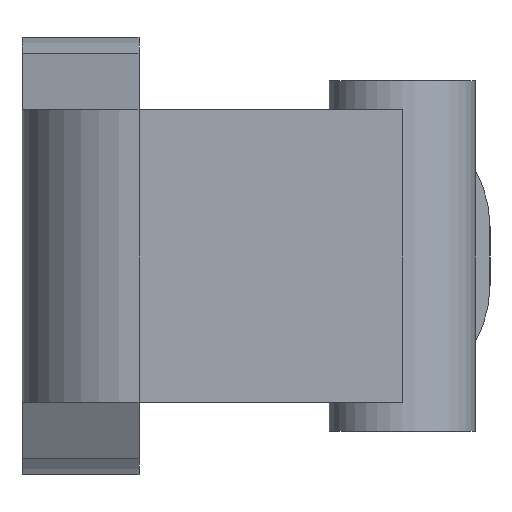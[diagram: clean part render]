
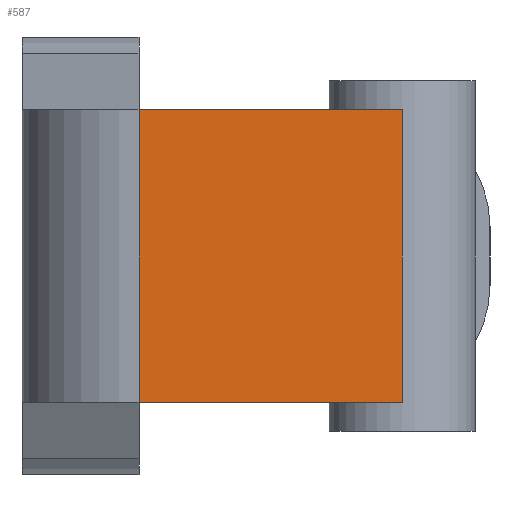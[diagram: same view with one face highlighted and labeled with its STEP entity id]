
A CAD part, front view. The second image highlights one B-rep face of the part: STEP entity #587.
In plain terms, the highlighted planar face has unit normal (0, -1, 0).
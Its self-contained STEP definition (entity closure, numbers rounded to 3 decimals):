
#30 = PLANE ( 'NONE',  #781 ) ;
#47 = EDGE_CURVE ( 'NONE', #267, #378, #340, .T. ) ;
#72 = VECTOR ( 'NONE', #333, 1000. ) ;
#108 = CARTESIAN_POINT ( 'NONE',  ( 4., 0., 0. ) ) ;
#152 = VECTOR ( 'NONE', #608, 1000. ) ;
#200 = LINE ( 'NONE', #215, #152 ) ;
#215 = CARTESIAN_POINT ( 'NONE',  ( 4., 0., 10. ) ) ;
#239 = CARTESIAN_POINT ( 'NONE',  ( 4., 0., 10. ) ) ;
#247 = ORIENTED_EDGE ( 'NONE', *, *, #47, .T. ) ;
#267 = VERTEX_POINT ( 'NONE', #1168 ) ;
#274 = VECTOR ( 'NONE', #1058, 1000. ) ;
#328 = CARTESIAN_POINT ( 'NONE',  ( 4., 0., 10. ) ) ;
#333 = DIRECTION ( 'NONE',  ( 0., 0., -1. ) ) ;
#340 = LINE ( 'NONE', #328, #72 ) ;
#378 = VERTEX_POINT ( 'NONE', #108 ) ;
#468 = FACE_OUTER_BOUND ( 'NONE', #554, .T. ) ;
#485 = ORIENTED_EDGE ( 'NONE', *, *, #1092, .F. ) ;
#523 = LINE ( 'NONE', #749, #274 ) ;
#528 = DIRECTION ( 'NONE',  ( 0., 1., 0. ) ) ;
#541 = EDGE_CURVE ( 'NONE', #838, #963, #652, .T. ) ;
#554 = EDGE_LOOP ( 'NONE', ( #989, #920, #485, #247 ) ) ;
#587 = ADVANCED_FACE ( 'NONE', ( #468 ), #30, .F. ) ;
#608 = DIRECTION ( 'NONE',  ( 1., 0., 0. ) ) ;
#614 = DIRECTION ( 'NONE',  ( 0., 0., -1. ) ) ;
#622 = DIRECTION ( 'NONE',  ( -1., 0., 0. ) ) ;
#652 = LINE ( 'NONE', #802, #981 ) ;
#749 = CARTESIAN_POINT ( 'NONE',  ( 4., 0., 0. ) ) ;
#762 = EDGE_CURVE ( 'NONE', #378, #963, #523, .T. ) ;
#781 = AXIS2_PLACEMENT_3D ( 'NONE', #239, #528, #622 ) ;
#802 = CARTESIAN_POINT ( 'NONE',  ( 13., 0., 10. ) ) ;
#817 = CARTESIAN_POINT ( 'NONE',  ( 13., 0., 0. ) ) ;
#838 = VERTEX_POINT ( 'NONE', #967 ) ;
#920 = ORIENTED_EDGE ( 'NONE', *, *, #541, .F. ) ;
#963 = VERTEX_POINT ( 'NONE', #817 ) ;
#967 = CARTESIAN_POINT ( 'NONE',  ( 13., 0., 10. ) ) ;
#981 = VECTOR ( 'NONE', #614, 1000. ) ;
#989 = ORIENTED_EDGE ( 'NONE', *, *, #762, .T. ) ;
#1058 = DIRECTION ( 'NONE',  ( 1., 0., 0. ) ) ;
#1092 = EDGE_CURVE ( 'NONE', #267, #838, #200, .T. ) ;
#1168 = CARTESIAN_POINT ( 'NONE',  ( 4., 0., 10. ) ) ;
